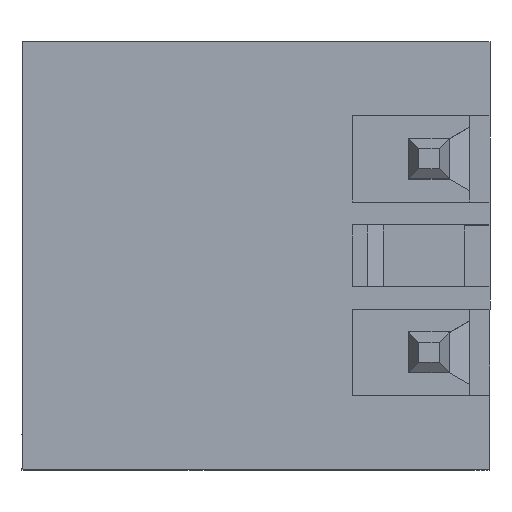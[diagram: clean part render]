
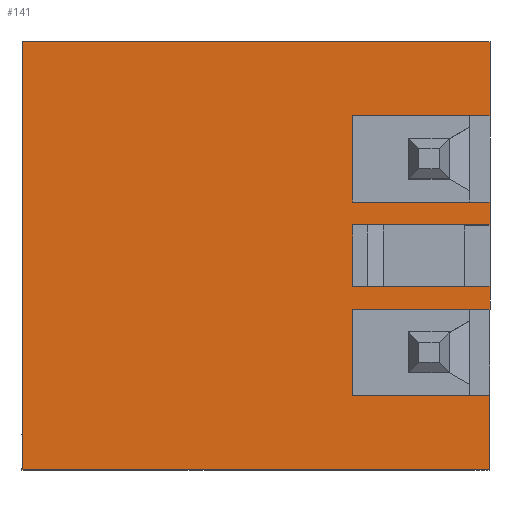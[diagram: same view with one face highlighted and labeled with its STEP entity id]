
A CAD part, top view. The second image highlights one B-rep face of the part: STEP entity #141.
In plain terms, the highlighted planar face has unit normal (0, 0, 1).
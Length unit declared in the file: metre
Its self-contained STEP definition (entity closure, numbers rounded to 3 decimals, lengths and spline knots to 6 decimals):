
#141=ADVANCED_FACE('',(#382),#383,.F.);
#382=FACE_OUTER_BOUND('',#726,.T.);
#383=PLANE('',#727);
#726=EDGE_LOOP('',(#1110,#1111,#1112,#1113,#1114,#1115,#1116,#1117,#1118,#1119,#1120,#1121,#1122,#1123,#1124,#1125));
#727=AXIS2_PLACEMENT_3D('',#1126,#1127,#1128);
#1110=ORIENTED_EDGE('',*,*,#2065,.T.);
#1111=ORIENTED_EDGE('',*,*,#2096,.T.);
#1112=ORIENTED_EDGE('',*,*,#2097,.F.);
#1113=ORIENTED_EDGE('',*,*,#2098,.F.);
#1114=ORIENTED_EDGE('',*,*,#2099,.F.);
#1115=ORIENTED_EDGE('',*,*,#2100,.T.);
#1116=ORIENTED_EDGE('',*,*,#2101,.F.);
#1117=ORIENTED_EDGE('',*,*,#2102,.T.);
#1118=ORIENTED_EDGE('',*,*,#2103,.F.);
#1119=ORIENTED_EDGE('',*,*,#2104,.F.);
#1120=ORIENTED_EDGE('',*,*,#2105,.F.);
#1121=ORIENTED_EDGE('',*,*,#2106,.F.);
#1122=ORIENTED_EDGE('',*,*,#2107,.F.);
#1123=ORIENTED_EDGE('',*,*,#2108,.T.);
#1124=ORIENTED_EDGE('',*,*,#2109,.F.);
#1125=ORIENTED_EDGE('',*,*,#2110,.F.);
#1126=CARTESIAN_POINT('',(0.0092,-0.01622,0.));
#1127=DIRECTION('',(0.0,0.,-1.0));
#1128=DIRECTION('',(-1.0,0.0,0.0));
#2065=EDGE_CURVE('',#2470,#2468,#2471,.T.);
#2096=EDGE_CURVE('',#2468,#2530,#2531,.T.);
#2097=EDGE_CURVE('',#2532,#2530,#2533,.T.);
#2098=EDGE_CURVE('',#2534,#2532,#2535,.T.);
#2099=EDGE_CURVE('',#2536,#2534,#2537,.T.);
#2100=EDGE_CURVE('',#2536,#2538,#2539,.T.);
#2101=EDGE_CURVE('',#2540,#2538,#2541,.T.);
#2102=EDGE_CURVE('',#2540,#2542,#2543,.T.);
#2103=EDGE_CURVE('',#2544,#2542,#2545,.T.);
#2104=EDGE_CURVE('',#2546,#2544,#2547,.T.);
#2105=EDGE_CURVE('',#2548,#2546,#2549,.T.);
#2106=EDGE_CURVE('',#2550,#2548,#2551,.T.);
#2107=EDGE_CURVE('',#2552,#2550,#2553,.T.);
#2108=EDGE_CURVE('',#2552,#2554,#2555,.T.);
#2109=EDGE_CURVE('',#2556,#2554,#2557,.T.);
#2110=EDGE_CURVE('',#2470,#2556,#2558,.T.);
#2468=VERTEX_POINT('',#3055);
#2470=VERTEX_POINT('',#3058);
#2471=LINE('',#3059,#3060);
#2530=VERTEX_POINT('',#3146);
#2531=LINE('',#3147,#3148);
#2532=VERTEX_POINT('',#3149);
#2533=LINE('',#3150,#3151);
#2534=VERTEX_POINT('',#3152);
#2535=LINE('',#3153,#3154);
#2536=VERTEX_POINT('',#3155);
#2537=LINE('',#3156,#3157);
#2538=VERTEX_POINT('',#3158);
#2539=LINE('',#3159,#3160);
#2540=VERTEX_POINT('',#3161);
#2541=LINE('',#3162,#3163);
#2542=VERTEX_POINT('',#3164);
#2543=LINE('',#3165,#3166);
#2544=VERTEX_POINT('',#3167);
#2545=LINE('',#3168,#3169);
#2546=VERTEX_POINT('',#3170);
#2547=LINE('',#3171,#3172);
#2548=VERTEX_POINT('',#3173);
#2549=LINE('',#3174,#3175);
#2550=VERTEX_POINT('',#3176);
#2551=LINE('',#3177,#3178);
#2552=VERTEX_POINT('',#3179);
#2553=LINE('',#3180,#3181);
#2554=VERTEX_POINT('',#3182);
#2555=LINE('',#3183,#3184);
#2556=VERTEX_POINT('',#3185);
#2557=LINE('',#3186,#3187);
#2558=LINE('',#3188,#3189);
#3055=CARTESIAN_POINT('',(0.,-0.046415,0.));
#3058=CARTESIAN_POINT('',(0.0,-0.037995,0.));
#3059=CARTESIAN_POINT('',(0.,-0.01622,0.));
#3060=VECTOR('',#3868,1.0);
#3146=CARTESIAN_POINT('',(0.0092,-0.046415,0.));
#3147=CARTESIAN_POINT('',(0.0065,-0.046415,0.));
#3148=VECTOR('',#3902,1.0);
#3149=CARTESIAN_POINT('',(0.0092,-0.04496,0.));
#3150=CARTESIAN_POINT('',(0.0092,-0.03846,0.));
#3151=VECTOR('',#3903,1.0);
#3152=CARTESIAN_POINT('',(0.0065,-0.04496,0.));
#3153=CARTESIAN_POINT('',(0.0092,-0.04496,0.));
#3154=VECTOR('',#3904,1.0);
#3155=CARTESIAN_POINT('',(0.0065,-0.04326,0.));
#3156=CARTESIAN_POINT('',(0.0065,-0.04236,0.));
#3157=VECTOR('',#3905,1.0);
#3158=CARTESIAN_POINT('',(0.0092,-0.04326,0.));
#3159=CARTESIAN_POINT('',(0.0092,-0.04326,0.));
#3160=VECTOR('',#3906,1.0);
#3161=CARTESIAN_POINT('',(0.0092,-0.04281,0.));
#3162=CARTESIAN_POINT('',(0.0092,-0.03846,0.));
#3163=VECTOR('',#3907,1.0);
#3164=CARTESIAN_POINT('',(0.0065,-0.04281,0.));
#3165=CARTESIAN_POINT('',(0.0065,-0.04281,0.));
#3166=VECTOR('',#3908,1.0);
#3167=CARTESIAN_POINT('',(0.0065,-0.0416,0.));
#3168=CARTESIAN_POINT('',(0.0065,-0.03536,0.));
#3169=VECTOR('',#3909,1.0);
#3170=CARTESIAN_POINT('',(0.0092,-0.0416,0.));
#3171=CARTESIAN_POINT('',(0.0065,-0.0416,0.));
#3172=VECTOR('',#3910,1.0);
#3173=CARTESIAN_POINT('',(0.0092,-0.04115,0.));
#3174=CARTESIAN_POINT('',(0.0092,-0.03465,0.));
#3175=VECTOR('',#3911,1.0);
#3176=CARTESIAN_POINT('',(0.0065,-0.04115,0.));
#3177=CARTESIAN_POINT('',(0.0092,-0.04115,0.));
#3178=VECTOR('',#3912,1.0);
#3179=CARTESIAN_POINT('',(0.0065,-0.03945,0.));
#3180=CARTESIAN_POINT('',(0.0065,-0.03855,0.));
#3181=VECTOR('',#3913,1.0);
#3182=CARTESIAN_POINT('',(0.0092,-0.03945,0.));
#3183=CARTESIAN_POINT('',(0.0092,-0.03945,0.));
#3184=VECTOR('',#3914,1.0);
#3185=CARTESIAN_POINT('',(0.0092,-0.037995,0.));
#3186=CARTESIAN_POINT('',(0.0092,-0.03465,0.));
#3187=VECTOR('',#3915,1.0);
#3188=CARTESIAN_POINT('',(0.0065,-0.037995,0.));
#3189=VECTOR('',#3916,1.0);
#3868=DIRECTION('',(0.,-1.0,0.));
#3902=DIRECTION('',(1.0,0.,0.));
#3903=DIRECTION('',(0.,-1.0,0.));
#3904=DIRECTION('',(1.0,0.,0.));
#3905=DIRECTION('',(0.,-1.0,0.));
#3906=DIRECTION('',(1.0,0.,0.));
#3907=DIRECTION('',(0.,-1.0,0.));
#3908=DIRECTION('',(-1.0,0.,0.));
#3909=DIRECTION('',(0.,-1.0,0.));
#3910=DIRECTION('',(-1.0,0.,0.));
#3911=DIRECTION('',(0.,-1.0,0.));
#3912=DIRECTION('',(1.0,0.,0.));
#3913=DIRECTION('',(0.,-1.0,0.));
#3914=DIRECTION('',(1.0,0.,0.));
#3915=DIRECTION('',(0.,-1.0,0.));
#3916=DIRECTION('',(1.0,0.,0.));
